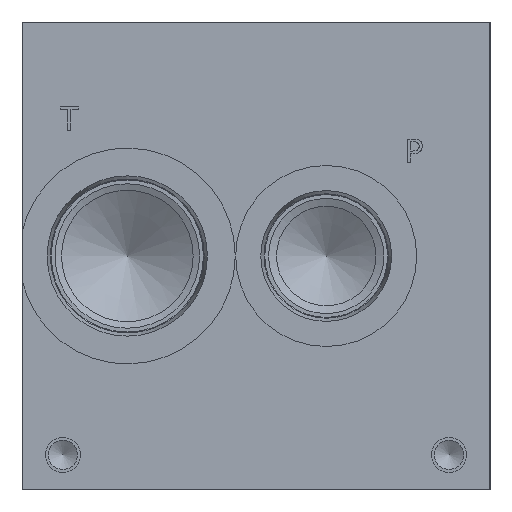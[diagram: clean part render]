
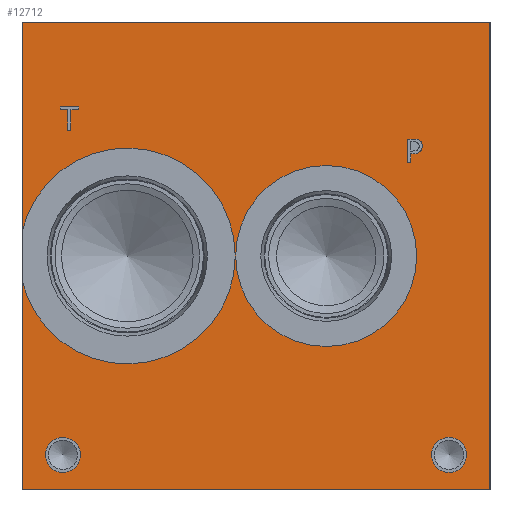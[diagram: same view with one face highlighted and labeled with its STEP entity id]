
A CAD part, left-side view. The second image highlights one B-rep face of the part: STEP entity #12712.
In plain terms, the highlighted planar face has unit normal (-1, 0, 0).
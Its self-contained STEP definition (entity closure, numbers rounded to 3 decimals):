
#177=CIRCLE('',#13249,29.286);
#178=CIRCLE('',#13250,24.562);
#179=CIRCLE('',#13251,24.562);
#180=CIRCLE('',#13252,4.763);
#181=CIRCLE('',#13253,4.763);
#182=CIRCLE('',#13254,4.763);
#183=CIRCLE('',#13255,4.763);
#508=FACE_BOUND('',#2118,.T.);
#509=FACE_BOUND('',#2119,.T.);
#510=FACE_BOUND('',#2120,.T.);
#511=FACE_BOUND('',#2121,.T.);
#512=FACE_BOUND('',#2122,.T.);
#874=PLANE('',#13248);
#1397=FACE_OUTER_BOUND('',#2117,.T.);
#2117=EDGE_LOOP('',(#10625,#10626,#10627,#10628,#10629,#10630));
#2118=EDGE_LOOP('',(#10631,#10632));
#2119=EDGE_LOOP('',(#10633,#10634));
#2120=EDGE_LOOP('',(#10635,#10636));
#2121=EDGE_LOOP('',(#10637,#10638,#10639,#10640,#10641,#10642,#10643,#10644));
#2122=EDGE_LOOP('',(#10645,#10646,#10647,#10648,#10649,#10650,#10651,#10652,
#10653));
#2652=LINE('',#18747,#3814);
#3328=LINE('',#21253,#4490);
#3331=LINE('',#21259,#4493);
#3334=LINE('',#21265,#4496);
#3337=LINE('',#21271,#4499);
#3340=LINE('',#21277,#4502);
#3344=LINE('',#21322,#4506);
#3345=LINE('',#21323,#4507);
#3346=LINE('',#21325,#4508);
#3347=LINE('',#21326,#4509);
#3348=LINE('',#21341,#4510);
#3349=LINE('',#21343,#4511);
#3350=LINE('',#21345,#4512);
#3351=LINE('',#21347,#4513);
#3352=LINE('',#21349,#4514);
#3353=LINE('',#21351,#4515);
#3354=LINE('',#21353,#4516);
#3355=LINE('',#21354,#4517);
#3814=VECTOR('',#14160,10.);
#4490=VECTOR('',#15338,10.);
#4493=VECTOR('',#15343,10.);
#4496=VECTOR('',#15348,10.);
#4499=VECTOR('',#15353,10.);
#4502=VECTOR('',#15358,10.);
#4506=VECTOR('',#15368,10.);
#4507=VECTOR('',#15369,10.);
#4508=VECTOR('',#15370,10.);
#4509=VECTOR('',#15371,10.);
#4510=VECTOR('',#15384,10.);
#4511=VECTOR('',#15385,10.);
#4512=VECTOR('',#15386,10.);
#4513=VECTOR('',#15387,10.);
#4514=VECTOR('',#15388,10.);
#4515=VECTOR('',#15389,10.);
#4516=VECTOR('',#15390,10.);
#4517=VECTOR('',#15391,10.);
#5006=B_SPLINE_CURVE_WITH_KNOTS('',2,(#21220,#21221,#21222,#21223),
 .UNSPECIFIED.,.F.,.F.,(3,1,3),(0.,1.,2.),.UNSPECIFIED.);
#5008=B_SPLINE_CURVE_WITH_KNOTS('',2,(#21241,#21242,#21243,#21244),
 .UNSPECIFIED.,.F.,.F.,(3,1,3),(0.,1.,2.),.UNSPECIFIED.);
#5010=B_SPLINE_CURVE_WITH_KNOTS('',2,(#21290,#21291,#21292,#21293),
 .UNSPECIFIED.,.F.,.F.,(3,1,3),(0.,1.,2.),.UNSPECIFIED.);
#5012=B_SPLINE_CURVE_WITH_KNOTS('',2,(#21308,#21309,#21310,#21311),
 .UNSPECIFIED.,.F.,.F.,(3,1,3),(0.,1.,2.),.UNSPECIFIED.);
#5336=VERTEX_POINT('',#18740);
#5339=VERTEX_POINT('',#18745);
#5888=VERTEX_POINT('',#21218);
#5889=VERTEX_POINT('',#21219);
#5892=VERTEX_POINT('',#21240);
#5894=VERTEX_POINT('',#21252);
#5896=VERTEX_POINT('',#21258);
#5898=VERTEX_POINT('',#21264);
#5900=VERTEX_POINT('',#21270);
#5902=VERTEX_POINT('',#21276);
#5904=VERTEX_POINT('',#21289);
#5906=VERTEX_POINT('',#21318);
#5907=VERTEX_POINT('',#21319);
#5908=VERTEX_POINT('',#21321);
#5909=VERTEX_POINT('',#21324);
#5910=VERTEX_POINT('',#21327);
#5911=VERTEX_POINT('',#21328);
#5912=VERTEX_POINT('',#21331);
#5913=VERTEX_POINT('',#21332);
#5914=VERTEX_POINT('',#21335);
#5915=VERTEX_POINT('',#21336);
#5916=VERTEX_POINT('',#21339);
#5917=VERTEX_POINT('',#21340);
#5918=VERTEX_POINT('',#21342);
#5919=VERTEX_POINT('',#21344);
#5920=VERTEX_POINT('',#21346);
#5921=VERTEX_POINT('',#21348);
#5922=VERTEX_POINT('',#21350);
#5923=VERTEX_POINT('',#21352);
#6724=EDGE_CURVE('',#5336,#5339,#2652,.T.);
#7538=EDGE_CURVE('',#5888,#5889,#5006,.T.);
#7542=EDGE_CURVE('',#5892,#5888,#5008,.T.);
#7545=EDGE_CURVE('',#5894,#5892,#3328,.T.);
#7548=EDGE_CURVE('',#5896,#5894,#3331,.T.);
#7551=EDGE_CURVE('',#5898,#5896,#3334,.T.);
#7554=EDGE_CURVE('',#5900,#5898,#3337,.T.);
#7557=EDGE_CURVE('',#5902,#5900,#3340,.T.);
#7560=EDGE_CURVE('',#5904,#5902,#5010,.T.);
#7563=EDGE_CURVE('',#5889,#5904,#5012,.T.);
#7565=EDGE_CURVE('',#5906,#5907,#177,.T.);
#7566=EDGE_CURVE('',#5908,#5907,#3344,.T.);
#7567=EDGE_CURVE('',#5908,#5336,#3345,.T.);
#7568=EDGE_CURVE('',#5909,#5339,#3346,.T.);
#7569=EDGE_CURVE('',#5906,#5909,#3347,.T.);
#7570=EDGE_CURVE('',#5910,#5911,#178,.T.);
#7571=EDGE_CURVE('',#5911,#5910,#179,.T.);
#7572=EDGE_CURVE('',#5912,#5913,#180,.T.);
#7573=EDGE_CURVE('',#5913,#5912,#181,.T.);
#7574=EDGE_CURVE('',#5914,#5915,#182,.T.);
#7575=EDGE_CURVE('',#5915,#5914,#183,.T.);
#7576=EDGE_CURVE('',#5916,#5917,#3348,.T.);
#7577=EDGE_CURVE('',#5917,#5918,#3349,.T.);
#7578=EDGE_CURVE('',#5918,#5919,#3350,.T.);
#7579=EDGE_CURVE('',#5919,#5920,#3351,.T.);
#7580=EDGE_CURVE('',#5920,#5921,#3352,.T.);
#7581=EDGE_CURVE('',#5921,#5922,#3353,.T.);
#7582=EDGE_CURVE('',#5922,#5923,#3354,.T.);
#7583=EDGE_CURVE('',#5923,#5916,#3355,.T.);
#10625=ORIENTED_EDGE('',*,*,#7565,.T.);
#10626=ORIENTED_EDGE('',*,*,#7566,.F.);
#10627=ORIENTED_EDGE('',*,*,#7567,.T.);
#10628=ORIENTED_EDGE('',*,*,#6724,.T.);
#10629=ORIENTED_EDGE('',*,*,#7568,.F.);
#10630=ORIENTED_EDGE('',*,*,#7569,.F.);
#10631=ORIENTED_EDGE('',*,*,#7570,.T.);
#10632=ORIENTED_EDGE('',*,*,#7571,.T.);
#10633=ORIENTED_EDGE('',*,*,#7572,.T.);
#10634=ORIENTED_EDGE('',*,*,#7573,.T.);
#10635=ORIENTED_EDGE('',*,*,#7574,.T.);
#10636=ORIENTED_EDGE('',*,*,#7575,.T.);
#10637=ORIENTED_EDGE('',*,*,#7576,.T.);
#10638=ORIENTED_EDGE('',*,*,#7577,.T.);
#10639=ORIENTED_EDGE('',*,*,#7578,.T.);
#10640=ORIENTED_EDGE('',*,*,#7579,.T.);
#10641=ORIENTED_EDGE('',*,*,#7580,.T.);
#10642=ORIENTED_EDGE('',*,*,#7581,.T.);
#10643=ORIENTED_EDGE('',*,*,#7582,.T.);
#10644=ORIENTED_EDGE('',*,*,#7583,.T.);
#10645=ORIENTED_EDGE('',*,*,#7538,.T.);
#10646=ORIENTED_EDGE('',*,*,#7563,.T.);
#10647=ORIENTED_EDGE('',*,*,#7560,.T.);
#10648=ORIENTED_EDGE('',*,*,#7557,.T.);
#10649=ORIENTED_EDGE('',*,*,#7554,.T.);
#10650=ORIENTED_EDGE('',*,*,#7551,.T.);
#10651=ORIENTED_EDGE('',*,*,#7548,.T.);
#10652=ORIENTED_EDGE('',*,*,#7545,.T.);
#10653=ORIENTED_EDGE('',*,*,#7542,.T.);
#12712=ADVANCED_FACE('',(#1397,#508,#509,#510,#511,#512),#874,.T.);
#13248=AXIS2_PLACEMENT_3D('',#21317,#15364,#15365);
#13249=AXIS2_PLACEMENT_3D('',#21320,#15366,#15367);
#13250=AXIS2_PLACEMENT_3D('',#21329,#15372,#15373);
#13251=AXIS2_PLACEMENT_3D('',#21330,#15374,#15375);
#13252=AXIS2_PLACEMENT_3D('',#21333,#15376,#15377);
#13253=AXIS2_PLACEMENT_3D('',#21334,#15378,#15379);
#13254=AXIS2_PLACEMENT_3D('',#21337,#15380,#15381);
#13255=AXIS2_PLACEMENT_3D('',#21338,#15382,#15383);
#14160=DIRECTION('',(0.,0.,1.));
#15338=DIRECTION('',(0.,-1.,0.));
#15343=DIRECTION('',(0.,0.,1.));
#15348=DIRECTION('',(0.,1.,0.));
#15353=DIRECTION('',(0.,0.,-1.));
#15358=DIRECTION('',(0.,1.,0.));
#15364=DIRECTION('center_axis',(-1.,0.,0.));
#15365=DIRECTION('ref_axis',(0.,-1.,0.));
#15366=DIRECTION('center_axis',(1.,0.,0.));
#15367=DIRECTION('ref_axis',(0.,0.,1.));
#15368=DIRECTION('',(0.,0.,1.));
#15369=DIRECTION('',(0.,-1.,0.));
#15370=DIRECTION('',(0.,-1.,0.));
#15371=DIRECTION('',(0.,0.,1.));
#15372=DIRECTION('center_axis',(1.,0.,0.));
#15373=DIRECTION('ref_axis',(0.,0.,1.));
#15374=DIRECTION('center_axis',(1.,0.,0.));
#15375=DIRECTION('ref_axis',(0.,0.,1.));
#15376=DIRECTION('center_axis',(1.,0.,0.));
#15377=DIRECTION('ref_axis',(0.,1.,0.));
#15378=DIRECTION('center_axis',(1.,0.,0.));
#15379=DIRECTION('ref_axis',(0.,1.,0.));
#15380=DIRECTION('center_axis',(1.,0.,0.));
#15381=DIRECTION('ref_axis',(0.,1.,0.));
#15382=DIRECTION('center_axis',(1.,0.,0.));
#15383=DIRECTION('ref_axis',(0.,1.,0.));
#15384=DIRECTION('',(0.,1.,0.));
#15385=DIRECTION('',(0.,0.,1.));
#15386=DIRECTION('',(0.,1.,0.));
#15387=DIRECTION('',(0.,0.,1.));
#15388=DIRECTION('',(0.,-1.,0.));
#15389=DIRECTION('',(0.,0.,-1.));
#15390=DIRECTION('',(0.,1.,0.));
#15391=DIRECTION('',(0.,0.,-1.));
#18740=CARTESIAN_POINT('',(0.,0.,0.));
#18745=CARTESIAN_POINT('',(0.,0.,127.));
#18747=CARTESIAN_POINT('',(0.,0.,0.));
#21218=CARTESIAN_POINT('',(0.,19.118,94.854));
#21219=CARTESIAN_POINT('',(0.,18.362,93.336));
#21220=CARTESIAN_POINT('Ctrl Pts',(0.,19.118,94.854));
#21221=CARTESIAN_POINT('Ctrl Pts',(0.,18.763,94.612));
#21222=CARTESIAN_POINT('Ctrl Pts',(0.,18.362,93.866));
#21223=CARTESIAN_POINT('Ctrl Pts',(0.,18.362,93.336));
#21240=CARTESIAN_POINT('',(0.,20.78,95.25));
#21241=CARTESIAN_POINT('Ctrl Pts',(0.,20.78,95.25));
#21242=CARTESIAN_POINT('Ctrl Pts',(0.,20.214,95.25));
#21243=CARTESIAN_POINT('Ctrl Pts',(0.,19.422,95.065));
#21244=CARTESIAN_POINT('Ctrl Pts',(0.,19.118,94.854));
#21252=CARTESIAN_POINT('',(0.,22.376,95.25));
#21253=CARTESIAN_POINT('',(0.,74.688,95.25));
#21258=CARTESIAN_POINT('',(0.,22.376,88.9));
#21259=CARTESIAN_POINT('',(0.,22.376,44.45));
#21264=CARTESIAN_POINT('',(0.,21.532,88.9));
#21265=CARTESIAN_POINT('',(0.,74.266,88.9));
#21270=CARTESIAN_POINT('',(0.,21.532,91.267));
#21271=CARTESIAN_POINT('',(0.,21.532,45.634));
#21276=CARTESIAN_POINT('',(0.,20.816,91.267));
#21277=CARTESIAN_POINT('',(0.,73.908,91.267));
#21289=CARTESIAN_POINT('',(0.,18.917,91.926));
#21290=CARTESIAN_POINT('Ctrl Pts',(0.,18.917,91.926));
#21291=CARTESIAN_POINT('Ctrl Pts',(0.,19.247,91.602));
#21292=CARTESIAN_POINT('Ctrl Pts',(0.,20.137,91.267));
#21293=CARTESIAN_POINT('Ctrl Pts',(0.,20.816,91.267));
#21308=CARTESIAN_POINT('Ctrl Pts',(0.,18.362,93.336));
#21309=CARTESIAN_POINT('Ctrl Pts',(0.,18.362,92.924));
#21310=CARTESIAN_POINT('Ctrl Pts',(0.,18.655,92.183));
#21311=CARTESIAN_POINT('Ctrl Pts',(0.,18.917,91.926));
#21317=CARTESIAN_POINT('Origin',(0.,127.,0.));
#21318=CARTESIAN_POINT('',(0.,127.,69.915));
#21319=CARTESIAN_POINT('',(0.,127.,57.085));
#21320=CARTESIAN_POINT('Origin',(0.,98.425,63.5));
#21321=CARTESIAN_POINT('',(0.,127.,0.));
#21322=CARTESIAN_POINT('',(0.,127.,0.));
#21323=CARTESIAN_POINT('',(0.,127.,0.));
#21324=CARTESIAN_POINT('',(0.,127.,127.));
#21325=CARTESIAN_POINT('',(0.,127.,127.));
#21326=CARTESIAN_POINT('',(0.,127.,0.));
#21327=CARTESIAN_POINT('',(0.,44.45,88.062));
#21328=CARTESIAN_POINT('',(0.,44.45,38.938));
#21329=CARTESIAN_POINT('Origin',(0.,44.45,63.5));
#21330=CARTESIAN_POINT('Origin',(0.,44.45,63.5));
#21331=CARTESIAN_POINT('',(0.,120.663,9.525));
#21332=CARTESIAN_POINT('',(0.,111.138,9.525));
#21333=CARTESIAN_POINT('Origin',(0.,115.9,9.525));
#21334=CARTESIAN_POINT('Origin',(0.,115.9,9.525));
#21335=CARTESIAN_POINT('',(0.,15.888,9.525));
#21336=CARTESIAN_POINT('',(0.,6.363,9.525));
#21337=CARTESIAN_POINT('Origin',(0.,11.125,9.525));
#21338=CARTESIAN_POINT('Origin',(0.,11.125,9.525));
#21339=CARTESIAN_POINT('',(0.,113.712,97.631));
#21340=CARTESIAN_POINT('',(0.,114.556,97.631));
#21341=CARTESIAN_POINT('',(0.,120.356,97.631));
#21342=CARTESIAN_POINT('',(0.,114.556,103.23));
#21343=CARTESIAN_POINT('',(0.,114.556,48.816));
#21344=CARTESIAN_POINT('',(0.,116.686,103.23));
#21345=CARTESIAN_POINT('',(0.,120.778,103.23));
#21346=CARTESIAN_POINT('',(0.,116.686,103.981));
#21347=CARTESIAN_POINT('',(0.,116.686,51.615));
#21348=CARTESIAN_POINT('',(0.,111.582,103.981));
#21349=CARTESIAN_POINT('',(0.,121.843,103.981));
#21350=CARTESIAN_POINT('',(0.,111.582,103.23));
#21351=CARTESIAN_POINT('',(0.,111.582,51.991));
#21352=CARTESIAN_POINT('',(0.,113.712,103.23));
#21353=CARTESIAN_POINT('',(0.,119.291,103.23));
#21354=CARTESIAN_POINT('',(0.,113.712,51.615));
